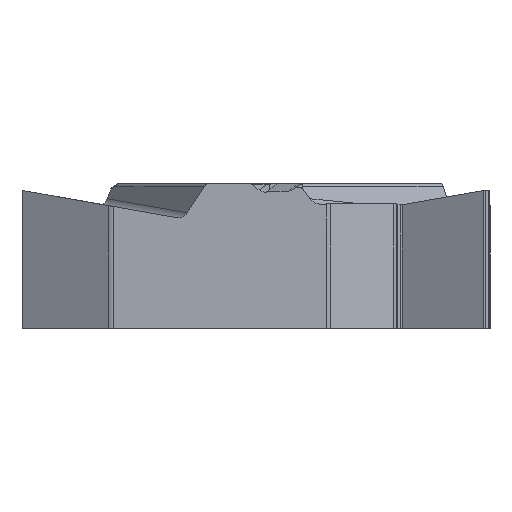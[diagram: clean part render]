
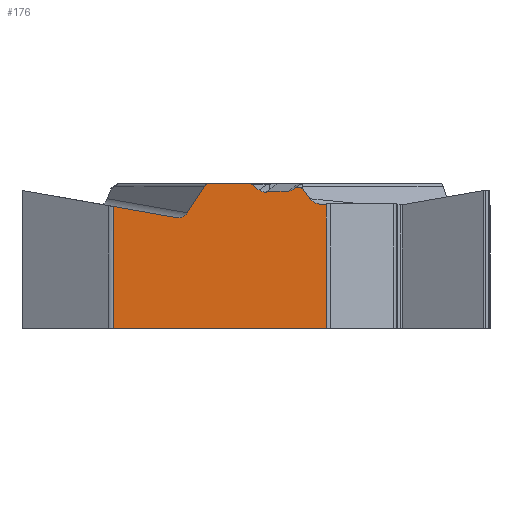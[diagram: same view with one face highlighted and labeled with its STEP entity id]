
A CAD part, left-side view. The second image highlights one B-rep face of the part: STEP entity #176.
In plain terms, the highlighted planar face has unit normal (-1, 0, 0).
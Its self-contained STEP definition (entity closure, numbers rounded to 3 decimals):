
#176=ADVANCED_FACE('',(#320),#281,.F.);
#281=PLANE('',#1990);
#320=FACE_OUTER_BOUND('',#420,.T.);
#420=EDGE_LOOP('',(#594,#595,#596,#597,#598,#599,#600,#601,#602,#603,#604,
#605,#606,#607,#608,#609,#610,#611));
#536=ELLIPSE('',#1986,0.167,0.15);
#537=ELLIPSE('',#1987,0.163,0.15);
#538=ELLIPSE('',#1988,0.322,0.3);
#539=ELLIPSE('',#1989,0.388,0.3);
#594=ORIENTED_EDGE('',*,*,#1336,.F.);
#595=ORIENTED_EDGE('',*,*,#1337,.F.);
#596=ORIENTED_EDGE('',*,*,#1338,.F.);
#597=ORIENTED_EDGE('',*,*,#1339,.F.);
#598=ORIENTED_EDGE('',*,*,#1340,.F.);
#599=ORIENTED_EDGE('',*,*,#1341,.F.);
#600=ORIENTED_EDGE('',*,*,#1342,.F.);
#601=ORIENTED_EDGE('',*,*,#1343,.F.);
#602=ORIENTED_EDGE('',*,*,#1344,.F.);
#603=ORIENTED_EDGE('',*,*,#1345,.F.);
#604=ORIENTED_EDGE('',*,*,#1346,.T.);
#605=ORIENTED_EDGE('',*,*,#1347,.F.);
#606=ORIENTED_EDGE('',*,*,#1348,.T.);
#607=ORIENTED_EDGE('',*,*,#1349,.F.);
#608=ORIENTED_EDGE('',*,*,#1350,.T.);
#609=ORIENTED_EDGE('',*,*,#1351,.F.);
#610=ORIENTED_EDGE('',*,*,#1352,.T.);
#611=ORIENTED_EDGE('',*,*,#1353,.F.);
#1154=VERTEX_POINT('',#3157);
#1155=VERTEX_POINT('',#3158);
#1156=VERTEX_POINT('',#3166);
#1157=VERTEX_POINT('',#3180);
#1158=VERTEX_POINT('',#3182);
#1159=VERTEX_POINT('',#3196);
#1160=VERTEX_POINT('',#3198);
#1161=VERTEX_POINT('',#3200);
#1162=VERTEX_POINT('',#3202);
#1163=VERTEX_POINT('',#3204);
#1164=VERTEX_POINT('',#3206);
#1165=VERTEX_POINT('',#3208);
#1166=VERTEX_POINT('',#3210);
#1167=VERTEX_POINT('',#3212);
#1168=VERTEX_POINT('',#3214);
#1169=VERTEX_POINT('',#3216);
#1170=VERTEX_POINT('',#3218);
#1171=VERTEX_POINT('',#3220);
#1336=EDGE_CURVE('',#1154,#1155,#1915,.T.);
#1337=EDGE_CURVE('',#1156,#1154,#1916,.T.);
#1338=EDGE_CURVE('',#1157,#1156,#1917,.T.);
#1339=EDGE_CURVE('',#1158,#1157,#1605,.T.);
#1340=EDGE_CURVE('',#1159,#1158,#1918,.T.);
#1341=EDGE_CURVE('',#1160,#1159,#1606,.T.);
#1342=EDGE_CURVE('',#1161,#1160,#536,.T.);
#1343=EDGE_CURVE('',#1162,#1161,#1607,.T.);
#1344=EDGE_CURVE('',#1163,#1162,#537,.T.);
#1345=EDGE_CURVE('',#1164,#1163,#1608,.T.);
#1346=EDGE_CURVE('',#1164,#1165,#538,.T.);
#1347=EDGE_CURVE('',#1166,#1165,#1609,.T.);
#1348=EDGE_CURVE('',#1166,#1167,#1610,.T.);
#1349=EDGE_CURVE('',#1168,#1167,#1611,.T.);
#1350=EDGE_CURVE('',#1168,#1169,#1612,.T.);
#1351=EDGE_CURVE('',#1170,#1169,#1613,.T.);
#1352=EDGE_CURVE('',#1170,#1171,#539,.T.);
#1353=EDGE_CURVE('',#1155,#1171,#1614,.T.);
#1605=LINE('',#3181,#1756);
#1606=LINE('',#3197,#1757);
#1607=LINE('',#3201,#1758);
#1608=LINE('',#3205,#1759);
#1609=LINE('',#3209,#1760);
#1610=LINE('',#3211,#1761);
#1611=LINE('',#3213,#1762);
#1612=LINE('',#3215,#1763);
#1613=LINE('',#3217,#1764);
#1614=LINE('',#3221,#1765);
#1756=VECTOR('',#2195,1.);
#1757=VECTOR('',#2196,1.);
#1758=VECTOR('',#2199,1.);
#1759=VECTOR('',#2202,1.);
#1760=VECTOR('',#2205,1.);
#1761=VECTOR('',#2206,1.);
#1762=VECTOR('',#2207,1.);
#1763=VECTOR('',#2208,1.);
#1764=VECTOR('',#2209,1.);
#1765=VECTOR('',#2212,1.);
#1915=B_SPLINE_CURVE_WITH_KNOTS('',3,(#3144,#3145,#3146,#3147,#3148,#3149,
#3150,#3151,#3152,#3153,#3154,#3155,#3156),.UNSPECIFIED.,.F.,.F.,(4,3,3,
3,4),(0.,0.124,0.551,0.983,1.),
 .UNSPECIFIED.);
#1916=B_SPLINE_CURVE_WITH_KNOTS('',3,(#3159,#3160,#3161,#3162,#3163,#3164,
#3165),.UNSPECIFIED.,.F.,.F.,(4,3,4),(0.,0.502,1.),
 .UNSPECIFIED.);
#1917=B_SPLINE_CURVE_WITH_KNOTS('',3,(#3167,#3168,#3169,#3170,#3171,#3172,
#3173,#3174,#3175,#3176,#3177,#3178,#3179),.UNSPECIFIED.,.F.,.F.,(4,3,3,
3,4),(0.,0.257,0.514,0.77,1.),
 .UNSPECIFIED.);
#1918=B_SPLINE_CURVE_WITH_KNOTS('',3,(#3183,#3184,#3185,#3186,#3187,#3188,
#3189,#3190,#3191,#3192,#3193,#3194,#3195),.UNSPECIFIED.,.F.,.F.,(4,3,3,
3,4),(0.,0.234,0.468,0.701,1.),
 .UNSPECIFIED.);
#1986=AXIS2_PLACEMENT_3D('',#3199,#2197,#2198);
#1987=AXIS2_PLACEMENT_3D('',#3203,#2200,#2201);
#1988=AXIS2_PLACEMENT_3D('',#3207,#2203,#2204);
#1989=AXIS2_PLACEMENT_3D('',#3219,#2210,#2211);
#1990=AXIS2_PLACEMENT_3D('',#3222,#2213,#2214);
#2195=DIRECTION('',(0.,-0.999,0.043));
#2196=DIRECTION('',(0.,-0.792,-0.611));
#2197=DIRECTION('',(1.,0.,0.));
#2198=DIRECTION('',(0.,1.,0.));
#2199=DIRECTION('',(0.,-1.,0.));
#2200=DIRECTION('',(1.,0.,0.));
#2201=DIRECTION('',(0.,1.,0.));
#2202=DIRECTION('',(0.,-0.542,0.84));
#2203=DIRECTION('',(1.,0.,0.));
#2204=DIRECTION('',(0.,0.985,0.174));
#2205=DIRECTION('',(0.,-0.985,-0.174));
#2206=DIRECTION('',(0.,0.,-1.));
#2207=DIRECTION('',(0.,1.,0.));
#2208=DIRECTION('',(0.,0.,1.));
#2209=DIRECTION('',(0.,-0.996,0.088));
#2210=DIRECTION('',(1.,0.,0.));
#2211=DIRECTION('',(0.,0.995,0.099));
#2212=DIRECTION('',(0.,-0.597,-0.803));
#2213=DIRECTION('',(1.,0.,0.));
#2214=DIRECTION('',(0.,0.,-1.));
#3144=CARTESIAN_POINT('',(-4.763,-0.857,0.147));
#3145=CARTESIAN_POINT('',(-4.763,-0.862,0.147));
#3146=CARTESIAN_POINT('',(-4.763,-0.867,0.147));
#3147=CARTESIAN_POINT('',(-4.763,-0.872,0.147));
#3148=CARTESIAN_POINT('',(-4.763,-0.889,0.146));
#3149=CARTESIAN_POINT('',(-4.763,-0.905,0.142));
#3150=CARTESIAN_POINT('',(-4.763,-0.921,0.136));
#3151=CARTESIAN_POINT('',(-4.763,-0.937,0.129));
#3152=CARTESIAN_POINT('',(-4.763,-0.952,0.12));
#3153=CARTESIAN_POINT('',(-4.763,-0.964,0.108));
#3154=CARTESIAN_POINT('',(-4.763,-0.964,0.108));
#3155=CARTESIAN_POINT('',(-4.763,-0.965,0.107));
#3156=CARTESIAN_POINT('',(-4.763,-0.965,0.107));
#3157=CARTESIAN_POINT('',(-4.763,-0.857,0.147));
#3158=CARTESIAN_POINT('',(-4.763,-0.965,0.107));
#3159=CARTESIAN_POINT('',(-4.762,-0.743,0.106));
#3160=CARTESIAN_POINT('',(-4.762,-0.759,0.119));
#3161=CARTESIAN_POINT('',(-4.763,-0.777,0.129));
#3162=CARTESIAN_POINT('',(-4.763,-0.797,0.136));
#3163=CARTESIAN_POINT('',(-4.763,-0.816,0.143));
#3164=CARTESIAN_POINT('',(-4.763,-0.837,0.147));
#3165=CARTESIAN_POINT('',(-4.763,-0.857,0.147));
#3166=CARTESIAN_POINT('',(-4.762,-0.743,0.106));
#3167=CARTESIAN_POINT('',(-4.763,-0.55,0.031));
#3168=CARTESIAN_POINT('',(-4.763,-0.568,0.032));
#3169=CARTESIAN_POINT('',(-4.763,-0.586,0.035));
#3170=CARTESIAN_POINT('',(-4.763,-0.603,0.038));
#3171=CARTESIAN_POINT('',(-4.763,-0.621,0.042));
#3172=CARTESIAN_POINT('',(-4.763,-0.638,0.047));
#3173=CARTESIAN_POINT('',(-4.763,-0.655,0.054));
#3174=CARTESIAN_POINT('',(-4.763,-0.672,0.061));
#3175=CARTESIAN_POINT('',(-4.763,-0.688,0.069));
#3176=CARTESIAN_POINT('',(-4.763,-0.703,0.078));
#3177=CARTESIAN_POINT('',(-4.763,-0.717,0.086));
#3178=CARTESIAN_POINT('',(-4.762,-0.731,0.095));
#3179=CARTESIAN_POINT('',(-4.762,-0.743,0.106));
#3180=CARTESIAN_POINT('',(-4.763,-0.55,0.031));
#3181=CARTESIAN_POINT('',(-4.763,-3.169,0.143));
#3182=CARTESIAN_POINT('',(-4.763,0.098,0.004));
#3183=CARTESIAN_POINT('',(-4.763,0.297,0.066));
#3184=CARTESIAN_POINT('',(-4.763,0.284,0.055));
#3185=CARTESIAN_POINT('',(-4.763,0.269,0.046));
#3186=CARTESIAN_POINT('',(-4.763,0.255,0.039));
#3187=CARTESIAN_POINT('',(-4.763,0.24,0.031));
#3188=CARTESIAN_POINT('',(-4.763,0.225,0.024));
#3189=CARTESIAN_POINT('',(-4.763,0.209,0.019));
#3190=CARTESIAN_POINT('',(-4.763,0.194,0.014));
#3191=CARTESIAN_POINT('',(-4.763,0.177,0.01));
#3192=CARTESIAN_POINT('',(-4.763,0.161,0.007));
#3193=CARTESIAN_POINT('',(-4.763,0.14,0.004));
#3194=CARTESIAN_POINT('',(-4.763,0.119,0.003));
#3195=CARTESIAN_POINT('',(-4.763,0.098,0.004));
#3196=CARTESIAN_POINT('',(-4.763,0.297,0.066));
#3197=CARTESIAN_POINT('',(-4.763,-1.884,-1.617));
#3198=CARTESIAN_POINT('',(-4.763,0.493,0.217));
#3199=CARTESIAN_POINT('',(-4.763,0.601,0.103));
#3200=CARTESIAN_POINT('',(-4.763,0.601,0.253));
#3201=CARTESIAN_POINT('',(-4.763,-3.173,0.253));
#3202=CARTESIAN_POINT('',(-4.763,1.742,0.253));
#3203=CARTESIAN_POINT('',(-4.763,1.742,0.103));
#3204=CARTESIAN_POINT('',(-4.763,1.882,0.18));
#3205=CARTESIAN_POINT('',(-4.763,0.455,2.393));
#3206=CARTESIAN_POINT('',(-4.763,2.387,-0.602));
#3207=CARTESIAN_POINT('',(-4.763,2.663,-0.442));
#3208=CARTESIAN_POINT('',(-4.763,2.715,-0.738));
#3209=CARTESIAN_POINT('',(-4.763,-2.86,-1.721));
#3210=CARTESIAN_POINT('',(-4.763,4.545,-0.415));
#3211=CARTESIAN_POINT('',(-4.763,4.545,-5.47));
#3212=CARTESIAN_POINT('',(-4.763,4.545,-3.97));
#3213=CARTESIAN_POINT('',(-4.763,-3.173,-3.97));
#3214=CARTESIAN_POINT('',(-4.763,-1.668,-3.97));
#3215=CARTESIAN_POINT('',(-4.763,-1.668,3.253));
#3216=CARTESIAN_POINT('',(-4.763,-1.668,-0.342));
#3217=CARTESIAN_POINT('',(-4.763,3.101,-0.763));
#3218=CARTESIAN_POINT('',(-4.763,-1.582,-0.35));
#3219=CARTESIAN_POINT('',(-4.763,-1.519,-0.051));
#3220=CARTESIAN_POINT('',(-4.763,-1.187,-0.191));
#3221=CARTESIAN_POINT('',(-4.763,0.482,2.053));
#3222=CARTESIAN_POINT('',(-4.763,-3.173,0.053));
